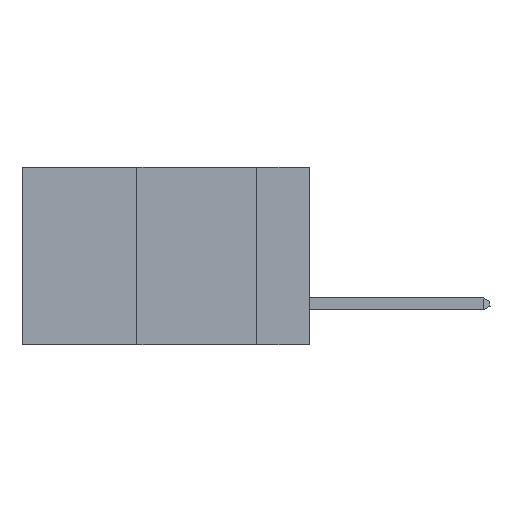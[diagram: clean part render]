
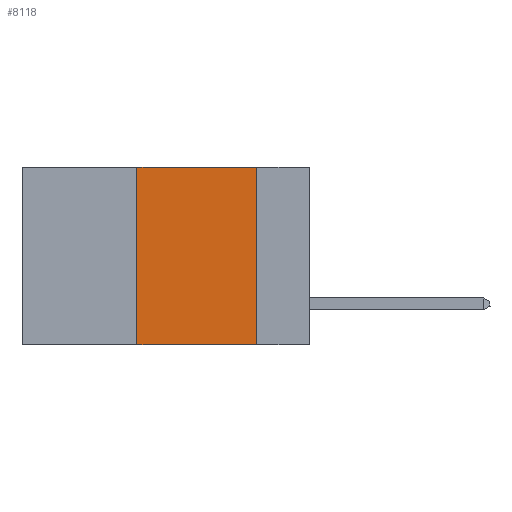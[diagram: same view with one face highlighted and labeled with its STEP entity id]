
A CAD part, left-side view. The second image highlights one B-rep face of the part: STEP entity #8118.
In plain terms, the highlighted planar face has unit normal (-1, 0, 0).
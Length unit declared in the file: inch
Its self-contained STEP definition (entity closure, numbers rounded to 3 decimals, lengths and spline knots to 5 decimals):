
#18 = ORIENTED_EDGE ( 'NONE', *, *, #4254, .T. ) ;
#111 = CARTESIAN_POINT ( 'NONE',  ( 0., 0.6, 0. ) ) ;
#498 = FACE_OUTER_BOUND ( 'NONE', #6409, .T. ) ;
#593 = ORIENTED_EDGE ( 'NONE', *, *, #10779, .F. ) ;
#1467 = VECTOR ( 'NONE', #11305, 39.37008 ) ;
#2484 = CARTESIAN_POINT ( 'NONE',  ( 0., 0.36, 0. ) ) ;
#2682 = DIRECTION ( 'NONE',  ( 1., 0., 0. ) ) ;
#3161 = DIRECTION ( 'NONE',  ( 0., 0., -1. ) ) ;
#3702 = VECTOR ( 'NONE', #3161, 39.37008 ) ;
#4157 = EDGE_CURVE ( 'NONE', #14257, #9531, #6479, .T. ) ;
#4254 = EDGE_CURVE ( 'NONE', #14210, #11440, #6893, .T. ) ;
#5008 = CARTESIAN_POINT ( 'NONE',  ( 0., 0.36, -0.37 ) ) ;
#5221 = DIRECTION ( 'NONE',  ( 0., -1., 0. ) ) ;
#6409 = EDGE_LOOP ( 'NONE', ( #593, #9101, #14861, #18 ) ) ;
#6479 = LINE ( 'NONE', #14119, #13846 ) ;
#6893 = LINE ( 'NONE', #13029, #12837 ) ;
#7151 = LINE ( 'NONE', #9770, #1467 ) ;
#8118 = ADVANCED_FACE ( 'NONE', ( #498 ), #16807, .F. ) ;
#9101 = ORIENTED_EDGE ( 'NONE', *, *, #4157, .F. ) ;
#9142 = CARTESIAN_POINT ( 'NONE',  ( 0., 0.11, 0. ) ) ;
#9531 = VERTEX_POINT ( 'NONE', #9142 ) ;
#9770 = CARTESIAN_POINT ( 'NONE',  ( 0., 0.36, 0. ) ) ;
#10377 = DIRECTION ( 'NONE',  ( 0., 0., -1. ) ) ;
#10655 = LINE ( 'NONE', #14899, #3702 ) ;
#10779 = EDGE_CURVE ( 'NONE', #9531, #11440, #10655, .T. ) ;
#10902 = EDGE_CURVE ( 'NONE', #14210, #14257, #7151, .T. ) ;
#11305 = DIRECTION ( 'NONE',  ( 0., 0., 1. ) ) ;
#11368 = DIRECTION ( 'NONE',  ( 0., -1., 0. ) ) ;
#11440 = VERTEX_POINT ( 'NONE', #12381 ) ;
#12381 = CARTESIAN_POINT ( 'NONE',  ( 0., 0.11, -0.37 ) ) ;
#12837 = VECTOR ( 'NONE', #5221, 39.37008 ) ;
#13029 = CARTESIAN_POINT ( 'NONE',  ( 0., 0.6, -0.37 ) ) ;
#13846 = VECTOR ( 'NONE', #11368, 39.37008 ) ;
#14119 = CARTESIAN_POINT ( 'NONE',  ( 0., 0.6, 0. ) ) ;
#14210 = VERTEX_POINT ( 'NONE', #5008 ) ;
#14257 = VERTEX_POINT ( 'NONE', #2484 ) ;
#14845 = AXIS2_PLACEMENT_3D ( 'NONE', #111, #2682, #10377 ) ;
#14861 = ORIENTED_EDGE ( 'NONE', *, *, #10902, .F. ) ;
#14899 = CARTESIAN_POINT ( 'NONE',  ( 0., 0.11, 0. ) ) ;
#16807 = PLANE ( 'NONE',  #14845 ) ;
